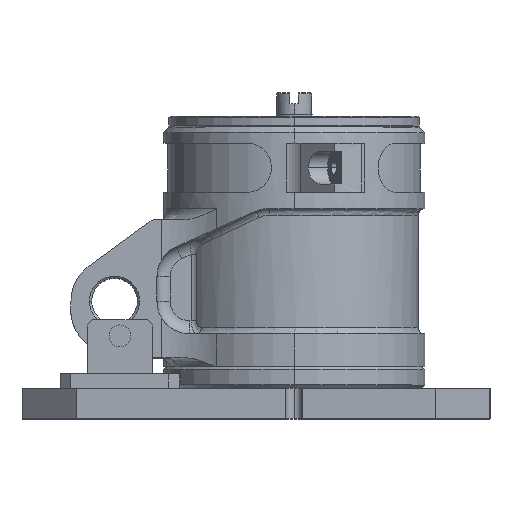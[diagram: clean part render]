
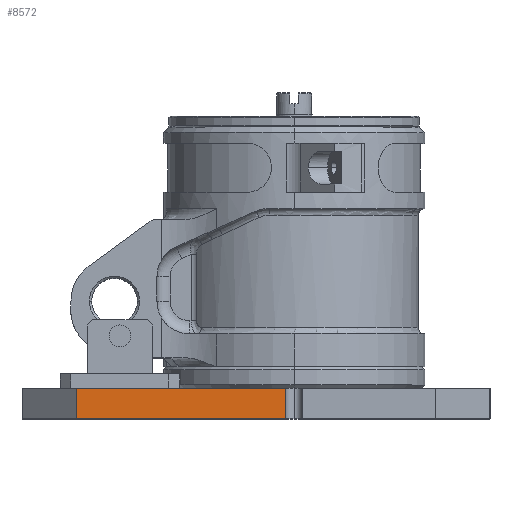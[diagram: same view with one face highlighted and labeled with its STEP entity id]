
A CAD part, top view. The second image highlights one B-rep face of the part: STEP entity #8572.
In plain terms, the highlighted planar face has unit normal (0, 0, 1).
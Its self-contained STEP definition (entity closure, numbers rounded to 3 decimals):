
#59 = EDGE_CURVE ( 'NONE', #938, #5613, #2818, .T. ) ;
#292 = VERTEX_POINT ( 'NONE', #2491 ) ;
#938 = VERTEX_POINT ( 'NONE', #2174 ) ;
#1237 = CARTESIAN_POINT ( 'NONE',  ( 242.5, 28., 0. ) ) ;
#1282 = EDGE_CURVE ( 'NONE', #5613, #7358, #5282, .T. ) ;
#1603 = LINE ( 'NONE', #9283, #9036 ) ;
#1684 = PLANE ( 'NONE',  #4195 ) ;
#2174 = CARTESIAN_POINT ( 'NONE',  ( 50., 28., 0. ) ) ;
#2387 = EDGE_CURVE ( 'NONE', #292, #7358, #3528, .T. ) ;
#2429 = VECTOR ( 'NONE', #8942, 1000. ) ;
#2482 = CARTESIAN_POINT ( 'NONE',  ( 50., 28., 0. ) ) ;
#2491 = CARTESIAN_POINT ( 'NONE',  ( 50., 0., 0. ) ) ;
#2518 = ORIENTED_EDGE ( 'NONE', *, *, #2387, .T. ) ;
#2648 = DIRECTION ( 'NONE',  ( 0., -1., 0. ) ) ;
#2818 = LINE ( 'NONE', #3921, #4188 ) ;
#3203 = EDGE_CURVE ( 'NONE', #938, #292, #1603, .T. ) ;
#3528 = LINE ( 'NONE', #11828, #2429 ) ;
#3921 = CARTESIAN_POINT ( 'NONE',  ( 50., 28., 0. ) ) ;
#4136 = CARTESIAN_POINT ( 'NONE',  ( 242.5, 28., 0. ) ) ;
#4188 = VECTOR ( 'NONE', #6658, 1000. ) ;
#4195 = AXIS2_PLACEMENT_3D ( 'NONE', #2482, #5233, #10967 ) ;
#5233 = DIRECTION ( 'NONE',  ( 0., 0., -1. ) ) ;
#5282 = LINE ( 'NONE', #4136, #8291 ) ;
#5613 = VERTEX_POINT ( 'NONE', #1237 ) ;
#6658 = DIRECTION ( 'NONE',  ( 1., 0., 0. ) ) ;
#6767 = CARTESIAN_POINT ( 'NONE',  ( 242.5, 0., 0. ) ) ;
#7090 = ORIENTED_EDGE ( 'NONE', *, *, #1282, .F. ) ;
#7358 = VERTEX_POINT ( 'NONE', #6767 ) ;
#8149 = FACE_OUTER_BOUND ( 'NONE', #9914, .T. ) ;
#8229 = ORIENTED_EDGE ( 'NONE', *, *, #59, .F. ) ;
#8291 = VECTOR ( 'NONE', #9727, 1000. ) ;
#8572 = ADVANCED_FACE ( 'NONE', ( #8149 ), #1684, .F. ) ;
#8942 = DIRECTION ( 'NONE',  ( 1., 0., 0. ) ) ;
#9036 = VECTOR ( 'NONE', #2648, 1000. ) ;
#9283 = CARTESIAN_POINT ( 'NONE',  ( 50., 28., 0. ) ) ;
#9727 = DIRECTION ( 'NONE',  ( 0., -1., 0. ) ) ;
#9914 = EDGE_LOOP ( 'NONE', ( #2518, #7090, #8229, #10546 ) ) ;
#10546 = ORIENTED_EDGE ( 'NONE', *, *, #3203, .T. ) ;
#10967 = DIRECTION ( 'NONE',  ( -1., 0., 0. ) ) ;
#11828 = CARTESIAN_POINT ( 'NONE',  ( 50., 0., 0. ) ) ;
